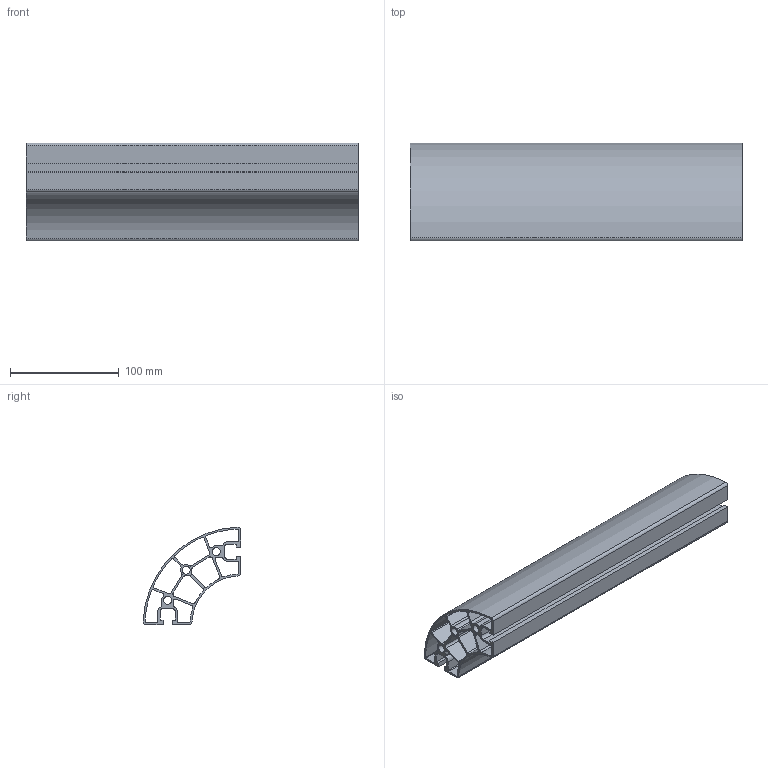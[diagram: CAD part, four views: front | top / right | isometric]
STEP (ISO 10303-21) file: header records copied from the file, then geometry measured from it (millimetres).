
FILE_DESCRIPTION(/* description */ (''),/* implementation_level */ '2;1');
FILE_NAME(/* name */ '10-9090RC-0-12IN.stp',/* time_stamp */ '2024-11-13T10:40:05-05:00',/* author */ ('esanner'),/* organization */ (''),/* preprocessor_version */ 'ST-DEVELOPER v19',/* originating_system */ 'AutoCAD Mechanical',/* authorisation */ '');
FILE_SCHEMA (('AUTOMOTIVE_DESIGN { 1 0 10303 214 3 1 1 }'));
Length unit declared in the file: millimetre
Products named in the file (1): Product
Bounding box: 304.8 x 89.63 x 89.63 mm (x, y, z)
Volume: 351370.3 mm3; surface area: 331594.3 mm2
Topology: 1 solids, 1 shells, 119 faces, 351 edges, 234 vertices
Faces by surface type: cylinder 71, plane 48
Full cylindrical faces by diameter (mm): 7.276 x2, 7.337 x1
Entity records: 4094 total; most frequent: DIRECTION 733, CARTESIAN_POINT 705, ORIENTED_EDGE 702, EDGE_CURVE 351, AXIS2_PLACEMENT_3D 262, VERTEX_POINT 234, LINE 209, VECTOR 209
